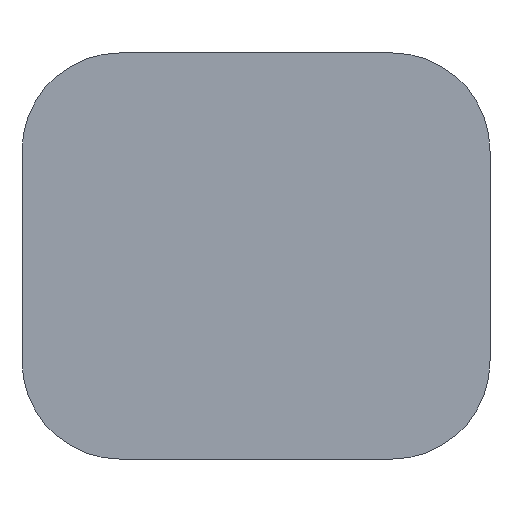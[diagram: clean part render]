
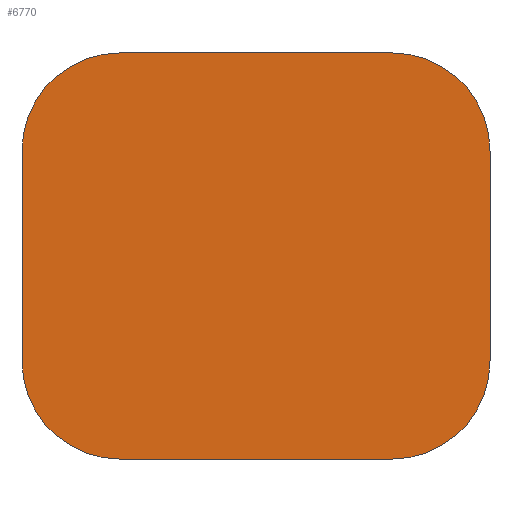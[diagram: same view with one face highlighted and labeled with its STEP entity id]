
A CAD part, front view. The second image highlights one B-rep face of the part: STEP entity #6770.
In plain terms, the highlighted planar face has unit normal (0, -1, 0).
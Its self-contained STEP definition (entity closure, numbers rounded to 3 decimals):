
#568=CIRCLE('',#7316,20.);
#569=CIRCLE('',#7318,20.);
#570=CIRCLE('',#7320,20.);
#571=CIRCLE('',#7322,20.);
#910=FACE_OUTER_BOUND('',#1373,.T.);
#1373=EDGE_LOOP('',(#6125,#6126,#6127,#6128,#6129,#6130,#6131,#6132));
#2121=LINE('',#10844,#2885);
#2126=LINE('',#10856,#2890);
#2132=LINE('',#10869,#2896);
#2140=LINE('',#10894,#2904);
#2885=VECTOR('',#9002,10.);
#2890=VECTOR('',#9013,10.);
#2896=VECTOR('',#9025,10.);
#2904=VECTOR('',#9057,10.);
#3470=VERTEX_POINT('',#10841);
#3471=VERTEX_POINT('',#10843);
#3474=VERTEX_POINT('',#10853);
#3475=VERTEX_POINT('',#10855);
#3478=VERTEX_POINT('',#10866);
#3479=VERTEX_POINT('',#10868);
#3483=VERTEX_POINT('',#10882);
#3484=VERTEX_POINT('',#10886);
#4346=EDGE_CURVE('',#3471,#3470,#2121,.T.);
#4352=EDGE_CURVE('',#3475,#3474,#2126,.T.);
#4359=EDGE_CURVE('',#3479,#3478,#2132,.T.);
#4366=EDGE_CURVE('',#3483,#3471,#568,.T.);
#4369=EDGE_CURVE('',#3474,#3484,#569,.T.);
#4370=EDGE_CURVE('',#3478,#3475,#570,.T.);
#4371=EDGE_CURVE('',#3470,#3479,#571,.T.);
#4372=EDGE_CURVE('',#3484,#3483,#2140,.T.);
#6125=ORIENTED_EDGE('',*,*,#4371,.T.);
#6126=ORIENTED_EDGE('',*,*,#4359,.T.);
#6127=ORIENTED_EDGE('',*,*,#4370,.T.);
#6128=ORIENTED_EDGE('',*,*,#4352,.T.);
#6129=ORIENTED_EDGE('',*,*,#4369,.T.);
#6130=ORIENTED_EDGE('',*,*,#4372,.T.);
#6131=ORIENTED_EDGE('',*,*,#4366,.T.);
#6132=ORIENTED_EDGE('',*,*,#4346,.T.);
#6427=PLANE('',#7323);
#6770=ADVANCED_FACE('',(#910),#6427,.F.);
#7316=AXIS2_PLACEMENT_3D('',#10883,#9039,#9040);
#7318=AXIS2_PLACEMENT_3D('',#10888,#9045,#9046);
#7320=AXIS2_PLACEMENT_3D('',#10890,#9049,#9050);
#7322=AXIS2_PLACEMENT_3D('',#10892,#9053,#9054);
#7323=AXIS2_PLACEMENT_3D('',#10893,#9055,#9056);
#9002=DIRECTION('',(-1.,0.,0.));
#9013=DIRECTION('',(1.,0.,0.));
#9025=DIRECTION('',(0.,0.,-1.));
#9039=DIRECTION('center_axis',(0.,-1.,0.));
#9040=DIRECTION('ref_axis',(0.,0.,1.));
#9045=DIRECTION('center_axis',(0.,-1.,0.));
#9046=DIRECTION('ref_axis',(1.,0.,0.));
#9049=DIRECTION('center_axis',(0.,-1.,0.));
#9050=DIRECTION('ref_axis',(0.,0.,-1.));
#9053=DIRECTION('center_axis',(0.,-1.,0.));
#9054=DIRECTION('ref_axis',(-1.,0.,0.));
#9055=DIRECTION('center_axis',(0.,1.,0.));
#9056=DIRECTION('ref_axis',(1.,0.,0.));
#9057=DIRECTION('',(0.,0.,1.));
#10841=CARTESIAN_POINT('',(10.,-10.,72.8));
#10843=CARTESIAN_POINT('',(65.4,-10.,72.8));
#10844=CARTESIAN_POINT('',(65.4,-10.,72.8));
#10853=CARTESIAN_POINT('',(65.4,-10.,-10.));
#10855=CARTESIAN_POINT('',(10.,-10.,-10.));
#10856=CARTESIAN_POINT('',(10.,-10.,-10.));
#10866=CARTESIAN_POINT('',(-10.,-10.,10.));
#10868=CARTESIAN_POINT('',(-10.,-10.,52.8));
#10869=CARTESIAN_POINT('',(-10.,-10.,52.8));
#10882=CARTESIAN_POINT('',(85.4,-10.,52.8));
#10883=CARTESIAN_POINT('Origin',(65.4,-10.,52.8));
#10886=CARTESIAN_POINT('',(85.4,-10.,10.));
#10888=CARTESIAN_POINT('Origin',(65.4,-10.,10.));
#10890=CARTESIAN_POINT('Origin',(10.,-10.,10.));
#10892=CARTESIAN_POINT('Origin',(10.,-10.,52.8));
#10893=CARTESIAN_POINT('Origin',(37.7,-10.,31.4));
#10894=CARTESIAN_POINT('',(85.4,-10.,10.));
